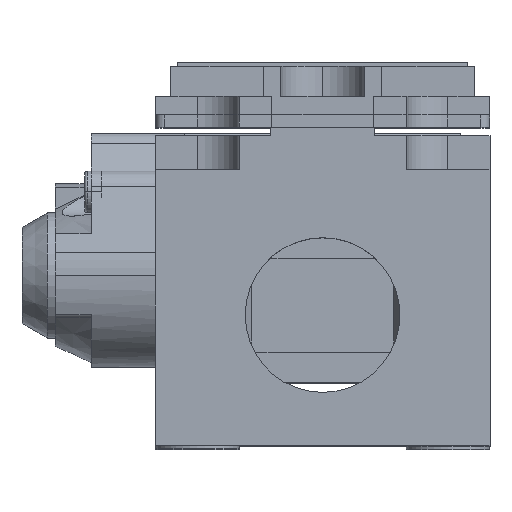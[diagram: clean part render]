
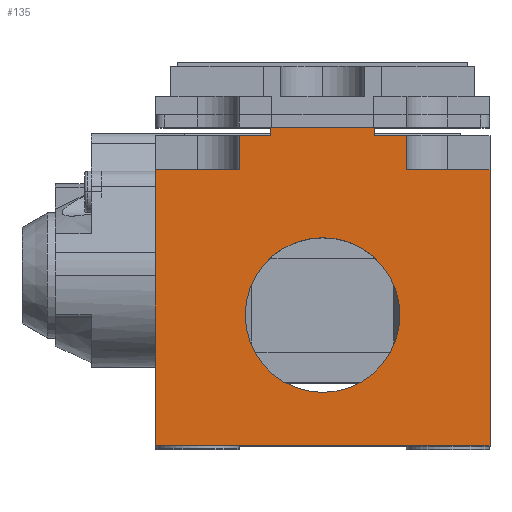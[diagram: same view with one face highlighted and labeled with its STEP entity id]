
A CAD part, top view. The second image highlights one B-rep face of the part: STEP entity #135.
In plain terms, the highlighted planar face has unit normal (0, 0, 1).
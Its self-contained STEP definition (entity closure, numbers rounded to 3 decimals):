
#135=ADVANCED_FACE('',(#659,#660),#661,.F.);
#659=FACE_OUTER_BOUND('',#1741,.T.);
#660=FACE_BOUND('',#1742,.T.);
#661=PLANE('',#1743);
#1741=EDGE_LOOP('',(#3004,#3005,#3006,#3007,#3008,#3009,#3010,#3011,#3012,#3013,#3014,#3015));
#1742=EDGE_LOOP('',(#3016,#3017));
#1743=AXIS2_PLACEMENT_3D('',#3018,#3019,#3020);
#3004=ORIENTED_EDGE('',*,*,#7266,.T.);
#3005=ORIENTED_EDGE('',*,*,#7267,.F.);
#3006=ORIENTED_EDGE('',*,*,#7268,.F.);
#3007=ORIENTED_EDGE('',*,*,#7269,.F.);
#3008=ORIENTED_EDGE('',*,*,#7270,.F.);
#3009=ORIENTED_EDGE('',*,*,#7271,.F.);
#3010=ORIENTED_EDGE('',*,*,#7272,.F.);
#3011=ORIENTED_EDGE('',*,*,#7273,.T.);
#3012=ORIENTED_EDGE('',*,*,#7274,.T.);
#3013=ORIENTED_EDGE('',*,*,#7275,.F.);
#3014=ORIENTED_EDGE('',*,*,#7276,.F.);
#3015=ORIENTED_EDGE('',*,*,#7277,.T.);
#3016=ORIENTED_EDGE('',*,*,#7228,.F.);
#3017=ORIENTED_EDGE('',*,*,#7278,.F.);
#3018=CARTESIAN_POINT('',(0.0,0.0,0.0));
#3019=DIRECTION('',(0.0,0.0,-1.0));
#3020=DIRECTION('',(0.0,-1.0,0.0));
#7228=EDGE_CURVE('',#8604,#8607,#8608,.T.);
#7266=EDGE_CURVE('',#8681,#8682,#8683,.T.);
#7267=EDGE_CURVE('',#8684,#8682,#8685,.T.);
#7268=EDGE_CURVE('',#8686,#8684,#8687,.T.);
#7269=EDGE_CURVE('',#8688,#8686,#8689,.T.);
#7270=EDGE_CURVE('',#8690,#8688,#8691,.T.);
#7271=EDGE_CURVE('',#8692,#8690,#8693,.T.);
#7272=EDGE_CURVE('',#8694,#8692,#8695,.T.);
#7273=EDGE_CURVE('',#8694,#8696,#8697,.T.);
#7274=EDGE_CURVE('',#8696,#8698,#8699,.T.);
#7275=EDGE_CURVE('',#8700,#8698,#8701,.T.);
#7276=EDGE_CURVE('',#8702,#8700,#8703,.T.);
#7277=EDGE_CURVE('',#8702,#8681,#8704,.T.);
#7278=EDGE_CURVE('',#8607,#8604,#8705,.T.);
#8604=VERTEX_POINT('',#10878);
#8607=VERTEX_POINT('',#10882);
#8608=CIRCLE('',#10883,9.265);
#8681=VERTEX_POINT('',#10979);
#8682=VERTEX_POINT('',#10980);
#8683=LINE('',#10981,#10982);
#8684=VERTEX_POINT('',#10983);
#8685=LINE('',#10984,#10985);
#8686=VERTEX_POINT('',#10986);
#8687=LINE('',#10987,#10988);
#8688=VERTEX_POINT('',#10989);
#8689=LINE('',#10990,#10991);
#8690=VERTEX_POINT('',#10992);
#8691=LINE('',#10993,#10994);
#8692=VERTEX_POINT('',#10995);
#8693=LINE('',#10996,#10997);
#8694=VERTEX_POINT('',#10998);
#8695=LINE('',#10999,#11000);
#8696=VERTEX_POINT('',#11001);
#8697=LINE('',#11002,#11003);
#8698=VERTEX_POINT('',#11004);
#8699=LINE('',#11005,#11006);
#8700=VERTEX_POINT('',#11007);
#8701=LINE('',#11008,#11009);
#8702=VERTEX_POINT('',#11010);
#8703=LINE('',#11011,#11012);
#8704=LINE('',#11013,#11014);
#8705=CIRCLE('',#11015,9.265);
#10878=CARTESIAN_POINT('',(9.265,16.0,0.0));
#10882=CARTESIAN_POINT('',(-9.265,16.0,0.0));
#10883=AXIS2_PLACEMENT_3D('',#14438,#14439,#14440);
#10979=CARTESIAN_POINT('',(-10.0,37.5,0.0));
#10980=CARTESIAN_POINT('',(-10.0,33.4,0.0));
#10981=CARTESIAN_POINT('',(-10.0,37.5,0.0));
#10982=VECTOR('',#14516,4.1);
#10983=CARTESIAN_POINT('',(-20.05,33.4,0.0));
#10984=CARTESIAN_POINT('',(-20.05,33.4,0.0));
#10985=VECTOR('',#14517,10.05);
#10986=CARTESIAN_POINT('',(-20.05,0.4,0.0));
#10987=CARTESIAN_POINT('',(-20.05,0.4,0.0));
#10988=VECTOR('',#14518,33.0);
#10989=CARTESIAN_POINT('',(20.05,0.4,0.0));
#10990=CARTESIAN_POINT('',(20.05,0.4,0.0));
#10991=VECTOR('',#14519,40.1);
#10992=CARTESIAN_POINT('',(20.05,33.4,0.0));
#10993=CARTESIAN_POINT('',(20.05,33.4,0.0));
#10994=VECTOR('',#14520,33.0);
#10995=CARTESIAN_POINT('',(10.0,33.4,0.0));
#10996=CARTESIAN_POINT('',(10.0,33.4,0.0));
#10997=VECTOR('',#14521,10.05);
#10998=CARTESIAN_POINT('',(10.0,37.5,0.0));
#10999=CARTESIAN_POINT('',(10.0,37.5,0.0));
#11000=VECTOR('',#14522,4.1);
#11001=CARTESIAN_POINT('',(6.275,37.5,0.0));
#11002=CARTESIAN_POINT('',(10.0,37.5,0.0));
#11003=VECTOR('',#14523,3.725);
#11004=CARTESIAN_POINT('',(6.275,38.5,0.0));
#11005=CARTESIAN_POINT('',(6.275,37.5,0.0));
#11006=VECTOR('',#14524,1.0);
#11007=CARTESIAN_POINT('',(-6.275,38.5,0.0));
#11008=CARTESIAN_POINT('',(-6.275,38.5,0.0));
#11009=VECTOR('',#14525,12.55);
#11010=CARTESIAN_POINT('',(-6.275,37.5,0.0));
#11011=CARTESIAN_POINT('',(-6.275,37.5,0.0));
#11012=VECTOR('',#14526,1.0);
#11013=CARTESIAN_POINT('',(-6.275,37.5,0.0));
#11014=VECTOR('',#14527,3.725);
#11015=AXIS2_PLACEMENT_3D('',#14528,#14529,#14530);
#14438=CARTESIAN_POINT('',(0.0,16.0,0.0));
#14439=DIRECTION('',(0.0,0.0,1.0));
#14440=DIRECTION('',(1.0,0.0,0.0));
#14516=DIRECTION('',(0.0,-1.0,0.0));
#14517=DIRECTION('',(1.0,0.0,0.0));
#14518=DIRECTION('',(0.0,1.0,0.0));
#14519=DIRECTION('',(-1.0,0.0,0.0));
#14520=DIRECTION('',(0.0,-1.0,0.0));
#14521=DIRECTION('',(1.0,0.0,0.0));
#14522=DIRECTION('',(0.0,-1.0,0.0));
#14523=DIRECTION('',(-1.0,0.0,0.0));
#14524=DIRECTION('',(0.0,1.0,0.0));
#14525=DIRECTION('',(1.0,0.0,0.0));
#14526=DIRECTION('',(0.0,1.0,0.0));
#14527=DIRECTION('',(-1.0,0.0,0.0));
#14528=CARTESIAN_POINT('',(0.0,16.0,0.0));
#14529=DIRECTION('',(0.0,0.0,1.0));
#14530=DIRECTION('',(1.0,0.0,0.0));
